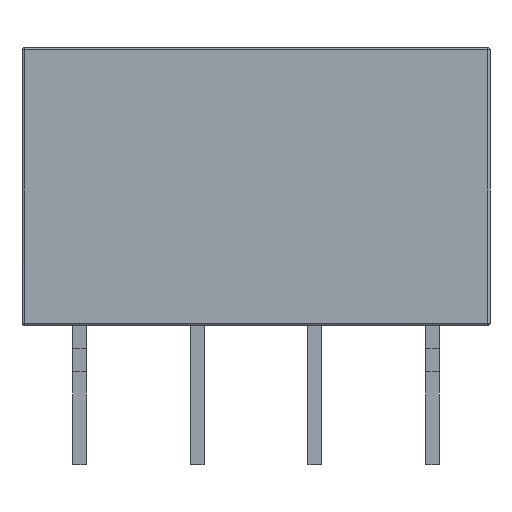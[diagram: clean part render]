
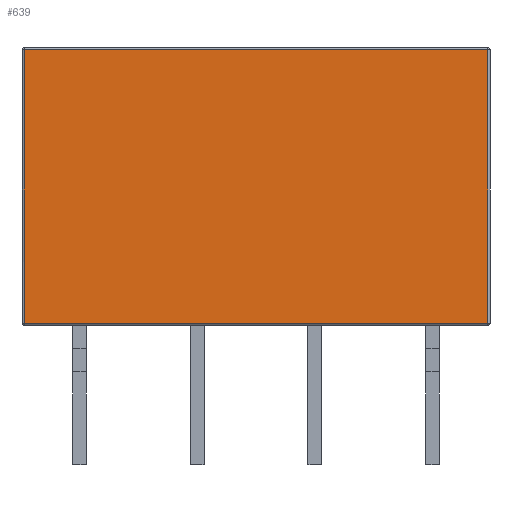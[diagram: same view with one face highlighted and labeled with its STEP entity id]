
A CAD part, left-side view. The second image highlights one B-rep face of the part: STEP entity #639.
In plain terms, the highlighted planar face has unit normal (-1, 0, 0).
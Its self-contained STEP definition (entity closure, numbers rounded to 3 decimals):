
#133=(
BOUNDED_SURFACE()
B_SPLINE_SURFACE(1,2,((#11537,#11538,#11539),(#11540,#11541,#11542)),
 .UNSPECIFIED.,.F.,.F.,.F.)
B_SPLINE_SURFACE_WITH_KNOTS((2,2),(3,3),(-1.01,7.),
(0.,0.079),.UNSPECIFIED.)
GEOMETRIC_REPRESENTATION_ITEM()
RATIONAL_B_SPLINE_SURFACE(((1.,0.707,1.),(1.,0.707,
1.)))
REPRESENTATION_ITEM('')
SURFACE()
);
#135=(
BOUNDED_SURFACE()
B_SPLINE_SURFACE(1,2,((#11549,#11550,#11551),(#11552,#11553,#11554)),
 .UNSPECIFIED.,.F.,.F.,.F.)
B_SPLINE_SURFACE_WITH_KNOTS((2,2),(3,3),(-1.,7.01),(0.,0.079),
 .UNSPECIFIED.)
GEOMETRIC_REPRESENTATION_ITEM()
RATIONAL_B_SPLINE_SURFACE(((1.,0.707,1.),(1.,0.707,
1.)))
REPRESENTATION_ITEM('')
SURFACE()
);
#138=(
BOUNDED_SURFACE()
B_SPLINE_SURFACE(1,2,((#11567,#11568,#11569),(#11570,#11571,#11572)),
 .UNSPECIFIED.,.F.,.F.,.F.)
B_SPLINE_SURFACE_WITH_KNOTS((2,2),(3,3),(-1.01,11.1),
(0.,0.079),.UNSPECIFIED.)
GEOMETRIC_REPRESENTATION_ITEM()
RATIONAL_B_SPLINE_SURFACE(((1.,0.707,1.),(1.,0.707,
1.)))
REPRESENTATION_ITEM('')
SURFACE()
);
#146=(
BOUNDED_SURFACE()
B_SPLINE_SURFACE(2,1,((#11615,#11616),(#11617,#11618),(#11619,#11620)),
 .UNSPECIFIED.,.F.,.F.,.F.)
B_SPLINE_SURFACE_WITH_KNOTS((3,3),(2,2),(0.,0.079),(-1.01,
11.1),.UNSPECIFIED.)
GEOMETRIC_REPRESENTATION_ITEM()
RATIONAL_B_SPLINE_SURFACE(((1.,1.),(0.707,0.707),
(1.,1.)))
REPRESENTATION_ITEM('')
SURFACE()
);
#639=ADVANCED_FACE('',(#900),#8595,.T.);
#900=FACE_OUTER_BOUND('',#1161,.T.);
#1161=EDGE_LOOP('',(#1982,#1983,#1984,#1985));
#1982=ORIENTED_EDGE('',*,*,#5975,.F.);
#1983=ORIENTED_EDGE('',*,*,#5981,.F.);
#1984=ORIENTED_EDGE('',*,*,#5971,.F.);
#1985=ORIENTED_EDGE('',*,*,#5996,.F.);
#3136=PCURVE('',#133,#4368);
#3144=PCURVE('',#135,#4376);
#3156=PCURVE('',#138,#4388);
#3187=PCURVE('',#146,#4419);
#3214=PCURVE('',#8595,#4446);
#3215=PCURVE('',#8595,#4447);
#3216=PCURVE('',#8595,#4448);
#3217=PCURVE('',#8595,#4449);
#4368=DEFINITIONAL_REPRESENTATION('',(#7166),#14343);
#4376=DEFINITIONAL_REPRESENTATION('',(#7178),#14343);
#4388=DEFINITIONAL_REPRESENTATION('',(#7196),#14343);
#4419=DEFINITIONAL_REPRESENTATION('',(#7242),#14343);
#4446=DEFINITIONAL_REPRESENTATION('',(#7278),#14343);
#4447=DEFINITIONAL_REPRESENTATION('',(#7279),#14343);
#4448=DEFINITIONAL_REPRESENTATION('',(#7280),#14343);
#4449=DEFINITIONAL_REPRESENTATION('',(#7281),#14343);
#5331=SURFACE_CURVE('',#7165,(#3136,#3216),.PCURVE_S1.);
#5335=SURFACE_CURVE('',#7177,(#3144,#3214),.PCURVE_S1.);
#5341=SURFACE_CURVE('',#7195,(#3156,#3215),.PCURVE_S1.);
#5356=SURFACE_CURVE('',#7241,(#3187,#3217),.PCURVE_S1.);
#5971=EDGE_CURVE('',#8294,#8267,#5331,.T.);
#5975=EDGE_CURVE('',#8270,#8301,#5335,.T.);
#5981=EDGE_CURVE('',#8267,#8270,#5341,.T.);
#5996=EDGE_CURVE('',#8301,#8294,#5356,.T.);
#7165=B_SPLINE_CURVE_WITH_KNOTS('',1,(#12036,#12037),.UNSPECIFIED.,.F.,.F.,
(2,2),(-5.95,-0.05),.UNSPECIFIED.);
#7166=B_SPLINE_CURVE_WITH_KNOTS('',1,(#12038,#12039),.UNSPECIFIED.,.F.,.F.,
(2,2),(-5.95,-0.05),.UNSPECIFIED.);
#7177=B_SPLINE_CURVE_WITH_KNOTS('',1,(#12060,#12061),.UNSPECIFIED.,.F.,.F.,
(2,2),(-5.95,-0.05),.UNSPECIFIED.);
#7178=B_SPLINE_CURVE_WITH_KNOTS('',1,(#12062,#12063),.UNSPECIFIED.,.F.,.F.,
(2,2),(-5.95,-0.05),.UNSPECIFIED.);
#7195=B_SPLINE_CURVE_WITH_KNOTS('',1,(#12096,#12097),.UNSPECIFIED.,.F.,.F.,
(2,2),(-10.05,-0.05),.UNSPECIFIED.);
#7196=B_SPLINE_CURVE_WITH_KNOTS('',1,(#12098,#12099),.UNSPECIFIED.,.F.,.F.,
(2,2),(-10.05,-0.05),.UNSPECIFIED.);
#7241=B_SPLINE_CURVE_WITH_KNOTS('',1,(#12188,#12189),.UNSPECIFIED.,.F.,.F.,
(2,2),(0.05,10.05),.UNSPECIFIED.);
#7242=B_SPLINE_CURVE_WITH_KNOTS('',1,(#12190,#12191),.UNSPECIFIED.,.F.,.F.,
(2,2),(0.05,10.05),.UNSPECIFIED.);
#7278=B_SPLINE_CURVE_WITH_KNOTS('',3,(#12294,#12295,#12296,#12297),
 .UNSPECIFIED.,.F.,.F.,(4,4),(-5.95,-0.05),.UNSPECIFIED.);
#7279=B_SPLINE_CURVE_WITH_KNOTS('',3,(#12298,#12299,#12300,#12301),
 .UNSPECIFIED.,.F.,.F.,(4,4),(-10.05,-0.05),.UNSPECIFIED.);
#7280=B_SPLINE_CURVE_WITH_KNOTS('',3,(#12302,#12303,#12304,#12305),
 .UNSPECIFIED.,.F.,.F.,(4,4),(-5.95,-0.05),.UNSPECIFIED.);
#7281=B_SPLINE_CURVE_WITH_KNOTS('',3,(#12306,#12307,#12308,#12309),
 .UNSPECIFIED.,.F.,.F.,(4,4),(0.05,10.05),.UNSPECIFIED.);
#8267=VERTEX_POINT('',#11647);
#8270=VERTEX_POINT('',#11650);
#8294=VERTEX_POINT('',#11674);
#8301=VERTEX_POINT('',#11681);
#8595=PLANE('',#8832);
#8832=AXIS2_PLACEMENT_3D('',#11637,#9053,$);
#9053=DIRECTION('',(-1.,0.,0.));
#11537=CARTESIAN_POINT('',(-3.85,5.05,7.045));
#11538=CARTESIAN_POINT('',(-3.9,5.05,7.045));
#11539=CARTESIAN_POINT('',(-3.9,5.,7.045));
#11540=CARTESIAN_POINT('',(-3.85,5.05,-0.965));
#11541=CARTESIAN_POINT('',(-3.9,5.05,-0.965));
#11542=CARTESIAN_POINT('',(-3.9,5.,-0.965));
#11549=CARTESIAN_POINT('',(-3.85,-5.05,-0.965));
#11550=CARTESIAN_POINT('',(-3.9,-5.05,-0.965));
#11551=CARTESIAN_POINT('',(-3.9,-5.,-0.965));
#11552=CARTESIAN_POINT('',(-3.85,-5.05,7.045));
#11553=CARTESIAN_POINT('',(-3.9,-5.05,7.045));
#11554=CARTESIAN_POINT('',(-3.9,-5.,7.045));
#11567=CARTESIAN_POINT('',(-3.85,-6.06,6.035));
#11568=CARTESIAN_POINT('',(-3.9,-6.06,6.035));
#11569=CARTESIAN_POINT('',(-3.9,-6.06,5.985));
#11570=CARTESIAN_POINT('',(-3.85,6.05,6.035));
#11571=CARTESIAN_POINT('',(-3.9,6.05,6.035));
#11572=CARTESIAN_POINT('',(-3.9,6.05,5.985));
#11615=CARTESIAN_POINT('',(-3.85,-6.06,0.035));
#11616=CARTESIAN_POINT('',(-3.85,6.05,0.035));
#11617=CARTESIAN_POINT('',(-3.9,-6.06,0.035));
#11618=CARTESIAN_POINT('',(-3.9,6.05,0.035));
#11619=CARTESIAN_POINT('',(-3.9,-6.06,0.085));
#11620=CARTESIAN_POINT('',(-3.9,6.05,0.085));
#11637=CARTESIAN_POINT('',(-3.9,5.05,0.035));
#11647=CARTESIAN_POINT('',(-3.9,5.,5.985));
#11650=CARTESIAN_POINT('',(-3.9,-5.,5.985));
#11674=CARTESIAN_POINT('',(-3.9,5.,0.085));
#11681=CARTESIAN_POINT('',(-3.9,-5.,0.085));
#12036=CARTESIAN_POINT('',(-3.9,5.,0.085));
#12037=CARTESIAN_POINT('',(-3.9,5.,5.985));
#12038=CARTESIAN_POINT('',(5.95,0.079));
#12039=CARTESIAN_POINT('',(0.05,0.079));
#12060=CARTESIAN_POINT('',(-3.9,-5.,5.985));
#12061=CARTESIAN_POINT('',(-3.9,-5.,0.085));
#12062=CARTESIAN_POINT('',(5.95,0.079));
#12063=CARTESIAN_POINT('',(0.05,0.079));
#12096=CARTESIAN_POINT('',(-3.9,5.,5.985));
#12097=CARTESIAN_POINT('',(-3.9,-5.,5.985));
#12098=CARTESIAN_POINT('',(10.05,0.079));
#12099=CARTESIAN_POINT('',(0.05,0.079));
#12188=CARTESIAN_POINT('',(-3.9,-5.,0.085));
#12189=CARTESIAN_POINT('',(-3.9,5.,0.085));
#12190=CARTESIAN_POINT('',(0.079,0.05));
#12191=CARTESIAN_POINT('',(0.079,10.05));
#12294=CARTESIAN_POINT('',(35.75,5.95));
#12295=CARTESIAN_POINT('',(35.75,3.983));
#12296=CARTESIAN_POINT('',(35.75,2.017));
#12297=CARTESIAN_POINT('',(35.75,0.05));
#12298=CARTESIAN_POINT('',(25.75,5.95));
#12299=CARTESIAN_POINT('',(29.083,5.95));
#12300=CARTESIAN_POINT('',(32.417,5.95));
#12301=CARTESIAN_POINT('',(35.75,5.95));
#12302=CARTESIAN_POINT('',(25.75,0.05));
#12303=CARTESIAN_POINT('',(25.75,2.017));
#12304=CARTESIAN_POINT('',(25.75,3.983));
#12305=CARTESIAN_POINT('',(25.75,5.95));
#12306=CARTESIAN_POINT('',(35.75,0.05));
#12307=CARTESIAN_POINT('',(32.417,0.05));
#12308=CARTESIAN_POINT('',(29.083,0.05));
#12309=CARTESIAN_POINT('',(25.75,0.05));
#14343=(
GEOMETRIC_REPRESENTATION_CONTEXT(2)
PARAMETRIC_REPRESENTATION_CONTEXT()
REPRESENTATION_CONTEXT('pspace','')
);
